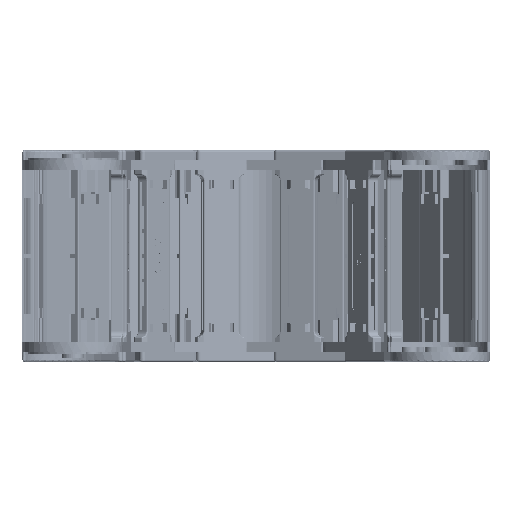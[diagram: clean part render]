
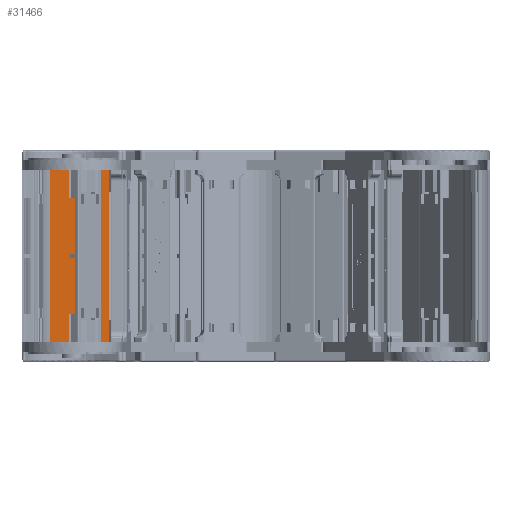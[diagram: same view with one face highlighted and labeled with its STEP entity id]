
A CAD part, left-side view. The second image highlights one B-rep face of the part: STEP entity #31466.
In plain terms, the highlighted face is planar.
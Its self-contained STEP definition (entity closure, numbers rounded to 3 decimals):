
#613 = VERTEX_POINT ( 'NONE', #27660 ) ;
#868 = DIRECTION ( 'NONE',  ( 0., 0., -1. ) ) ;
#1494 = LINE ( 'NONE', #15903, #25701 ) ;
#2115 = ORIENTED_EDGE ( 'NONE', *, *, #6796, .T. ) ;
#2130 = CARTESIAN_POINT ( 'NONE',  ( 24.49, -39.416, -95.055 ) ) ;
#2222 = ORIENTED_EDGE ( 'NONE', *, *, #18557, .T. ) ;
#2525 = EDGE_CURVE ( 'NONE', #25210, #27104, #32863, .T. ) ;
#2625 = EDGE_CURVE ( 'NONE', #2798, #27922, #18464, .T. ) ;
#2740 = VERTEX_POINT ( 'NONE', #14359 ) ;
#2782 = CARTESIAN_POINT ( 'NONE',  ( 24.49, -39.416, -95.055 ) ) ;
#2798 = VERTEX_POINT ( 'NONE', #27495 ) ;
#2939 = VECTOR ( 'NONE', #27307, 1000. ) ;
#3269 = LINE ( 'NONE', #32788, #10672 ) ;
#3442 = CARTESIAN_POINT ( 'NONE',  ( 17.49, -39.416, -23.799 ) ) ;
#3671 = EDGE_CURVE ( 'NONE', #8597, #613, #11458, .T. ) ;
#3812 = VECTOR ( 'NONE', #30987, 1000. ) ;
#3908 = EDGE_CURVE ( 'NONE', #2740, #31009, #32747, .T. ) ;
#3984 = VERTEX_POINT ( 'NONE', #15387 ) ;
#5048 = CARTESIAN_POINT ( 'NONE',  ( 43.49, -39.416, -235.455 ) ) ;
#5509 = DIRECTION ( 'NONE',  ( 0., -1., 0. ) ) ;
#6390 = DIRECTION ( 'NONE',  ( 0., 0., 1. ) ) ;
#6470 = CARTESIAN_POINT ( 'NONE',  ( -12.51, -39.416, -166.82 ) ) ;
#6796 = EDGE_CURVE ( 'NONE', #12661, #2740, #1494, .T. ) ;
#7351 = CARTESIAN_POINT ( 'NONE',  ( -13.51, -39.416, -235.455 ) ) ;
#7471 = CARTESIAN_POINT ( 'NONE',  ( -12.51, -39.416, -23.799 ) ) ;
#7839 = DIRECTION ( 'NONE',  ( 0., 0., 1. ) ) ;
#8433 = CARTESIAN_POINT ( 'NONE',  ( 17.49, -39.416, -163.32 ) ) ;
#8597 = VERTEX_POINT ( 'NONE', #27269 ) ;
#8729 = EDGE_CURVE ( 'NONE', #35157, #27104, #29540, .T. ) ;
#9679 = VECTOR ( 'NONE', #13622, 1000. ) ;
#9686 = EDGE_CURVE ( 'NONE', #13893, #12661, #3269, .T. ) ;
#9853 = CARTESIAN_POINT ( 'NONE',  ( 18.49, -39.416, -95.055 ) ) ;
#10250 = ORIENTED_EDGE ( 'NONE', *, *, #30838, .F. ) ;
#10432 = EDGE_LOOP ( 'NONE', ( #36431, #22837, #21518, #18084 ) ) ;
#10499 = CARTESIAN_POINT ( 'NONE',  ( 24.49, -39.416, -163.32 ) ) ;
#10606 = EDGE_CURVE ( 'NONE', #27922, #34239, #14561, .T. ) ;
#10672 = VECTOR ( 'NONE', #26165, 1000. ) ;
#11052 = DIRECTION ( 'NONE',  ( -1., 0., 0. ) ) ;
#11122 = CARTESIAN_POINT ( 'NONE',  ( -13.51, -39.416, -119.805 ) ) ;
#11458 = LINE ( 'NONE', #22897, #40728 ) ;
#11904 = CARTESIAN_POINT ( 'NONE',  ( 24.49, -39.416, -212.735 ) ) ;
#11923 = VECTOR ( 'NONE', #30325, 1000. ) ;
#12407 = LINE ( 'NONE', #2130, #11923 ) ;
#12661 = VERTEX_POINT ( 'NONE', #5048 ) ;
#12862 = CARTESIAN_POINT ( 'NONE',  ( 18.49, -39.416, -212.735 ) ) ;
#12865 = ORIENTED_EDGE ( 'NONE', *, *, #8729, .F. ) ;
#13375 = EDGE_CURVE ( 'NONE', #32840, #34239, #24678, .T. ) ;
#13622 = DIRECTION ( 'NONE',  ( 0., 0., -1. ) ) ;
#13893 = VERTEX_POINT ( 'NONE', #35428 ) ;
#14282 = VECTOR ( 'NONE', #32488, 1000. ) ;
#14359 = CARTESIAN_POINT ( 'NONE',  ( 18.49, -39.416, -235.455 ) ) ;
#14561 = LINE ( 'NONE', #37615, #29420 ) ;
#14802 = LINE ( 'NONE', #11122, #2939 ) ;
#15387 = CARTESIAN_POINT ( 'NONE',  ( -13.51, -39.416, -212.735 ) ) ;
#15903 = CARTESIAN_POINT ( 'NONE',  ( 24.49, -39.416, -235.455 ) ) ;
#16122 = LINE ( 'NONE', #38833, #9679 ) ;
#16207 = LINE ( 'NONE', #11904, #32015 ) ;
#16294 = CARTESIAN_POINT ( 'NONE',  ( 18.49, -39.416, -95.055 ) ) ;
#16442 = LINE ( 'NONE', #16294, #18897 ) ;
#17269 = CARTESIAN_POINT ( 'NONE',  ( -33.072, -39.416, -235.455 ) ) ;
#18084 = ORIENTED_EDGE ( 'NONE', *, *, #13375, .F. ) ;
#18151 = ORIENTED_EDGE ( 'NONE', *, *, #3908, .T. ) ;
#18464 = LINE ( 'NONE', #7471, #39281 ) ;
#18557 = EDGE_CURVE ( 'NONE', #613, #24499, #16442, .T. ) ;
#18608 = LINE ( 'NONE', #36791, #40443 ) ;
#18897 = VECTOR ( 'NONE', #7839, 1000. ) ;
#19736 = ORIENTED_EDGE ( 'NONE', *, *, #31321, .T. ) ;
#20658 = DIRECTION ( 'NONE',  ( 0., 0., 1. ) ) ;
#21518 = ORIENTED_EDGE ( 'NONE', *, *, #10606, .T. ) ;
#22444 = VERTEX_POINT ( 'NONE', #7351 ) ;
#22837 = ORIENTED_EDGE ( 'NONE', *, *, #2625, .T. ) ;
#22897 = CARTESIAN_POINT ( 'NONE',  ( 4.49, -39.416, -117.805 ) ) ;
#23657 = EDGE_CURVE ( 'NONE', #13893, #24499, #12407, .T. ) ;
#24499 = VERTEX_POINT ( 'NONE', #9853 ) ;
#24678 = LINE ( 'NONE', #3442, #31111 ) ;
#24729 = DIRECTION ( 'NONE',  ( 1., 0., 0. ) ) ;
#25068 = CARTESIAN_POINT ( 'NONE',  ( 17.49, -39.416, -166.82 ) ) ;
#25210 = VERTEX_POINT ( 'NONE', #17269 ) ;
#25701 = VECTOR ( 'NONE', #31652, 1000. ) ;
#26165 = DIRECTION ( 'NONE',  ( 0., 0., -1. ) ) ;
#27104 = VERTEX_POINT ( 'NONE', #31201 ) ;
#27155 = ORIENTED_EDGE ( 'NONE', *, *, #2525, .T. ) ;
#27269 = CARTESIAN_POINT ( 'NONE',  ( -13.51, -39.416, -117.805 ) ) ;
#27307 = DIRECTION ( 'NONE',  ( 0., 0., -1. ) ) ;
#27495 = CARTESIAN_POINT ( 'NONE',  ( -12.51, -39.416, -163.32 ) ) ;
#27660 = CARTESIAN_POINT ( 'NONE',  ( 18.49, -39.416, -117.805 ) ) ;
#27691 = ORIENTED_EDGE ( 'NONE', *, *, #9686, .T. ) ;
#27922 = VERTEX_POINT ( 'NONE', #6470 ) ;
#28009 = EDGE_CURVE ( 'NONE', #3984, #22444, #16122, .T. ) ;
#28072 = ORIENTED_EDGE ( 'NONE', *, *, #37462, .T. ) ;
#28173 = DIRECTION ( 'NONE',  ( 0., 0., -1. ) ) ;
#28363 = DIRECTION ( 'NONE',  ( 1., 0., 0. ) ) ;
#29420 = VECTOR ( 'NONE', #24729, 1000. ) ;
#29496 = FACE_OUTER_BOUND ( 'NONE', #30649, .T. ) ;
#29540 = LINE ( 'NONE', #2782, #3812 ) ;
#30325 = DIRECTION ( 'NONE',  ( -1., 0., 0. ) ) ;
#30586 = AXIS2_PLACEMENT_3D ( 'NONE', #31222, #5509, #30809 ) ;
#30649 = EDGE_LOOP ( 'NONE', ( #27691, #2115, #18151, #10250, #35484, #19736, #27155, #12865, #28072, #39986, #2222, #38953 ) ) ;
#30809 = DIRECTION ( 'NONE',  ( -1., 0., 0. ) ) ;
#30838 = EDGE_CURVE ( 'NONE', #3984, #31009, #16207, .T. ) ;
#30987 = DIRECTION ( 'NONE',  ( -1., 0., 0. ) ) ;
#31009 = VERTEX_POINT ( 'NONE', #12862 ) ;
#31111 = VECTOR ( 'NONE', #28173, 1000. ) ;
#31201 = CARTESIAN_POINT ( 'NONE',  ( -33.072, -39.416, -95.055 ) ) ;
#31222 = CARTESIAN_POINT ( 'NONE',  ( 24.49, -39.416, -43.799 ) ) ;
#31321 = EDGE_CURVE ( 'NONE', #22444, #25210, #18608, .T. ) ;
#31466 = ADVANCED_FACE ( 'NONE', ( #29496, #32451 ), #34374, .F. ) ;
#31652 = DIRECTION ( 'NONE',  ( -1., 0., 0. ) ) ;
#32015 = VECTOR ( 'NONE', #28363, 1000. ) ;
#32087 = LINE ( 'NONE', #10499, #14282 ) ;
#32451 = FACE_BOUND ( 'NONE', #10432, .T. ) ;
#32488 = DIRECTION ( 'NONE',  ( -1., 0., 0. ) ) ;
#32747 = LINE ( 'NONE', #33223, #38219 ) ;
#32788 = CARTESIAN_POINT ( 'NONE',  ( 43.49, -39.416, -43.799 ) ) ;
#32840 = VERTEX_POINT ( 'NONE', #8433 ) ;
#32863 = LINE ( 'NONE', #38474, #40332 ) ;
#33223 = CARTESIAN_POINT ( 'NONE',  ( 18.49, -39.416, -210.735 ) ) ;
#34239 = VERTEX_POINT ( 'NONE', #25068 ) ;
#34374 = PLANE ( 'NONE',  #30586 ) ;
#35157 = VERTEX_POINT ( 'NONE', #36119 ) ;
#35428 = CARTESIAN_POINT ( 'NONE',  ( 43.49, -39.416, -95.055 ) ) ;
#35484 = ORIENTED_EDGE ( 'NONE', *, *, #28009, .T. ) ;
#35603 = DIRECTION ( 'NONE',  ( 1., 0., 0. ) ) ;
#36119 = CARTESIAN_POINT ( 'NONE',  ( -13.51, -39.416, -95.055 ) ) ;
#36431 = ORIENTED_EDGE ( 'NONE', *, *, #37852, .T. ) ;
#36791 = CARTESIAN_POINT ( 'NONE',  ( 24.49, -39.416, -235.455 ) ) ;
#37462 = EDGE_CURVE ( 'NONE', #35157, #8597, #14802, .T. ) ;
#37615 = CARTESIAN_POINT ( 'NONE',  ( 24.49, -39.416, -166.82 ) ) ;
#37852 = EDGE_CURVE ( 'NONE', #32840, #2798, #32087, .T. ) ;
#38219 = VECTOR ( 'NONE', #20658, 1000. ) ;
#38474 = CARTESIAN_POINT ( 'NONE',  ( -33.072, -39.416, -43.799 ) ) ;
#38833 = CARTESIAN_POINT ( 'NONE',  ( -13.51, -39.416, -235.455 ) ) ;
#38953 = ORIENTED_EDGE ( 'NONE', *, *, #23657, .F. ) ;
#39281 = VECTOR ( 'NONE', #868, 1000. ) ;
#39986 = ORIENTED_EDGE ( 'NONE', *, *, #3671, .T. ) ;
#40332 = VECTOR ( 'NONE', #6390, 1000. ) ;
#40443 = VECTOR ( 'NONE', #11052, 1000. ) ;
#40728 = VECTOR ( 'NONE', #35603, 1000. ) ;
